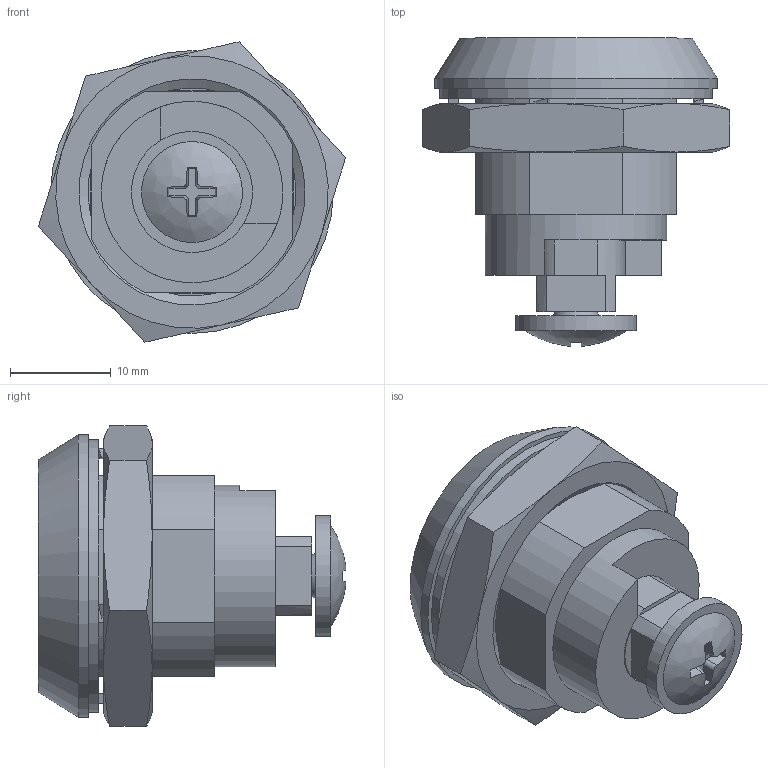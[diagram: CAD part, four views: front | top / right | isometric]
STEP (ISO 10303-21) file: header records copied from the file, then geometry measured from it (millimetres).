
FILE_DESCRIPTION(('STEP AP203'),'1');
FILE_NAME('060.2.0.13.00.step','2017-07-19T11:47:03',(' '),(' '),'Spatial InterOp 3D',' ',' ');
FILE_SCHEMA(('CONFIG_CONTROL_DESIGN'));
Length unit declared in the file: millimetre
Products named in the file (6): 1; 2; 3; 4; 5; 6
Bounding box: 30.43 x 30.5 x 29.75 mm (x, y, z)
Volume: 8480.5 mm3; surface area: 8213.3 mm2
Topology: 6 solids, 6 shells, 143 faces, 428 edges, 310 vertices
Faces by surface type: plane 89, cylinder 33, cone 18, bspline 3
Full cylindrical faces by diameter (mm): 3 x1, 5.1 x1, 10 x1, 12 x2, 12.4 x1, 15.3 x1, 15.8 x1, 16 x1, 18 x1, 20.6 x1, 27 x1, 28 x1
Entity records: 6093 total; most frequent: CARTESIAN_POINT 2233, ORIENTED_EDGE 798, DIRECTION 643, EDGE_CURVE 399, VERTEX_POINT 302, AXIS2_PLACEMENT_3D 237, EDGE_LOOP 180, LINE 169
